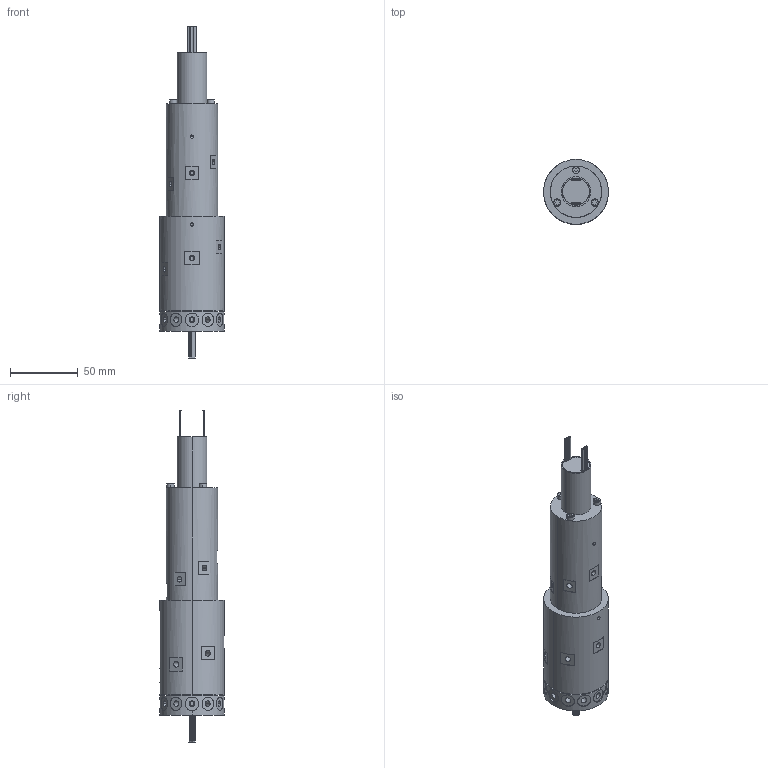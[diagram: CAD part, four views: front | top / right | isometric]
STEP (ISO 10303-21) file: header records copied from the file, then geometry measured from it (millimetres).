
FILE_DESCRIPTION (( 'STEP AP203' ), '1' );
FILE_NAME ('RQR12-S24.STEP', '2020-07-25T05:49:26', ( 'gongcheng1' ), ( '' ), 'SwSTEP 2.0', 'SolidWorks 2014', '' );
FILE_SCHEMA (( 'CONFIG_CONTROL_DESIGN' ));
Length unit declared in the file: millimetre
Products named in the file (1): RQR12-S24
Bounding box: 48 x 48 x 245.7 mm (x, y, z)
Volume: 258081.1 mm3; surface area: 38148.6 mm2
Topology: 1 solids, 1 shells, 513 faces, 1090 edges, 674 vertices
Faces by surface type: cylinder 266, plane 169, cone 78
Entity records: 14735 total; most frequent: CARTESIAN_POINT 3326, DIRECTION 2580, ORIENTED_EDGE 2132, EDGE_CURVE 1066, AXIS2_PLACEMENT_3D 1052, VERTEX_POINT 674, EDGE_LOOP 636, CIRCLE 538
